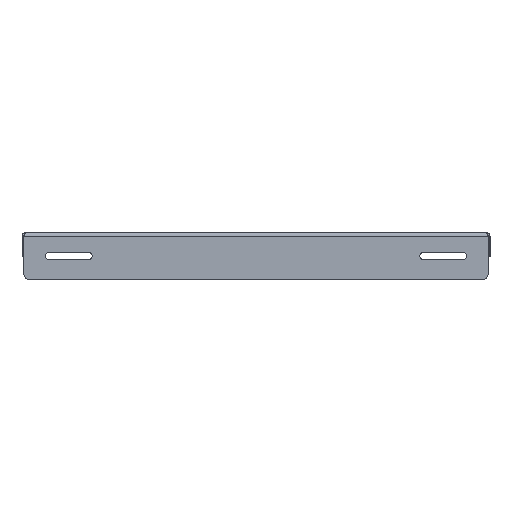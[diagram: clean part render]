
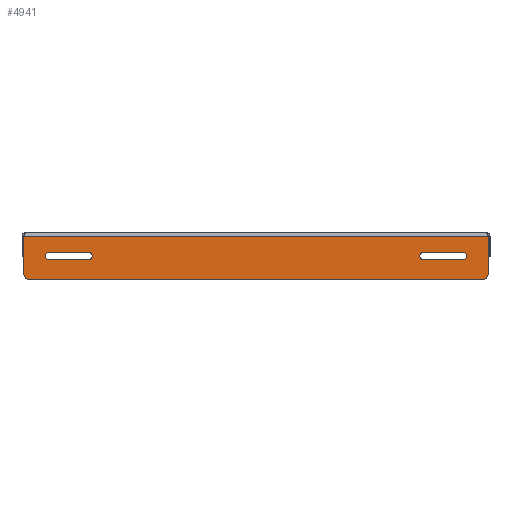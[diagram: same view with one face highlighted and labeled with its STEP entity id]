
A CAD part, left-side view. The second image highlights one B-rep face of the part: STEP entity #4941.
In plain terms, the highlighted planar face has unit normal (-1, 0, 0).
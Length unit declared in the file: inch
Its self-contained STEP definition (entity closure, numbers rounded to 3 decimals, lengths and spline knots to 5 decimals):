
#16 = DIRECTION ( 'NONE',  ( -1., 0., 0. ) ) ;
#56 = CIRCLE ( 'NONE', #6349, 0.15625 ) ;
#135 = EDGE_LOOP ( 'NONE', ( #3184, #8197, #3486, #9027 ) ) ;
#196 = CARTESIAN_POINT ( 'NONE',  ( -11., 9.672, -1. ) ) ;
#205 = ORIENTED_EDGE ( 'NONE', *, *, #1024, .T. ) ;
#232 = EDGE_CURVE ( 'NONE', #3686, #2090, #334, .T. ) ;
#235 = DIRECTION ( 'NONE',  ( 0., 0., -1. ) ) ;
#280 = VERTEX_POINT ( 'NONE', #3695 ) ;
#334 = LINE ( 'NONE', #2174, #10343 ) ;
#382 = FACE_OUTER_BOUND ( 'NONE', #4084, .T. ) ;
#444 = DIRECTION ( 'NONE',  ( 0., -1., 0. ) ) ;
#466 = CARTESIAN_POINT ( 'NONE',  ( -11., 10., -0.15625 ) ) ;
#497 = VERTEX_POINT ( 'NONE', #862 ) ;
#517 = DIRECTION ( 'NONE',  ( 0., 0., -1. ) ) ;
#551 = FACE_BOUND ( 'NONE', #6324, .T. ) ;
#862 = CARTESIAN_POINT ( 'NONE',  ( -11., 8.84375, -0.15625 ) ) ;
#921 = LINE ( 'NONE', #7630, #8799 ) ;
#1018 = DIRECTION ( 'NONE',  ( 1., 0., 0. ) ) ;
#1024 = EDGE_CURVE ( 'NONE', #1490, #1153, #3454, .T. ) ;
#1025 = VERTEX_POINT ( 'NONE', #6194 ) ;
#1053 = EDGE_CURVE ( 'NONE', #280, #6576, #6159, .T. ) ;
#1063 = EDGE_CURVE ( 'NONE', #1368, #2151, #5430, .T. ) ;
#1081 = VECTOR ( 'NONE', #4200, 39.37008 ) ;
#1153 = VERTEX_POINT ( 'NONE', #3882 ) ;
#1170 = CARTESIAN_POINT ( 'NONE',  ( -11., 10., 0. ) ) ;
#1257 = CIRCLE ( 'NONE', #2693, 0.25 ) ;
#1308 = AXIS2_PLACEMENT_3D ( 'NONE', #8904, #2026, #5623 ) ;
#1368 = VERTEX_POINT ( 'NONE', #9406 ) ;
#1490 = VERTEX_POINT ( 'NONE', #8892 ) ;
#1508 = VERTEX_POINT ( 'NONE', #9901 ) ;
#1690 = LINE ( 'NONE', #6129, #4153 ) ;
#1902 = LINE ( 'NONE', #5101, #7804 ) ;
#2009 = EDGE_CURVE ( 'NONE', #4387, #1490, #1902, .T. ) ;
#2026 = DIRECTION ( 'NONE',  ( 1., 0., 0. ) ) ;
#2090 = VERTEX_POINT ( 'NONE', #9619 ) ;
#2092 = DIRECTION ( 'NONE',  ( 0., -1., 0. ) ) ;
#2151 = VERTEX_POINT ( 'NONE', #9787 ) ;
#2171 = DIRECTION ( 'NONE',  ( -1., 0., 0. ) ) ;
#2174 = CARTESIAN_POINT ( 'NONE',  ( -11., 10., -1. ) ) ;
#2332 = CARTESIAN_POINT ( 'NONE',  ( -11., -8.84375, -0.15625 ) ) ;
#2363 = DIRECTION ( 'NONE',  ( 0., 0., 1. ) ) ;
#2636 = EDGE_CURVE ( 'NONE', #2151, #280, #9298, .T. ) ;
#2693 = AXIS2_PLACEMENT_3D ( 'NONE', #5292, #16, #3437 ) ;
#3158 = AXIS2_PLACEMENT_3D ( 'NONE', #1170, #2171, #7304 ) ;
#3184 = ORIENTED_EDGE ( 'NONE', *, *, #7022, .T. ) ;
#3276 = AXIS2_PLACEMENT_3D ( 'NONE', #8734, #1018, #235 ) ;
#3437 = DIRECTION ( 'NONE',  ( 0., 0., 1. ) ) ;
#3454 = CIRCLE ( 'NONE', #3276, 0.15625 ) ;
#3469 = VERTEX_POINT ( 'NONE', #4025 ) ;
#3486 = ORIENTED_EDGE ( 'NONE', *, *, #2636, .T. ) ;
#3589 = DIRECTION ( 'NONE',  ( 0., 0., -1. ) ) ;
#3686 = VERTEX_POINT ( 'NONE', #196 ) ;
#3695 = CARTESIAN_POINT ( 'NONE',  ( -11., -8.84375, 0.15625 ) ) ;
#3882 = CARTESIAN_POINT ( 'NONE',  ( -11., 7.15625, -0.15625 ) ) ;
#4025 = CARTESIAN_POINT ( 'NONE',  ( -11., 9.922, -0.75 ) ) ;
#4084 = EDGE_LOOP ( 'NONE', ( #7462, #9937, #6404, #4683, #5546, #6679 ) ) ;
#4147 = CARTESIAN_POINT ( 'NONE',  ( -11., 10., 0.15625 ) ) ;
#4153 = VECTOR ( 'NONE', #6812, 39.37008 ) ;
#4179 = EDGE_CURVE ( 'NONE', #1508, #8768, #6374, .T. ) ;
#4200 = DIRECTION ( 'NONE',  ( 0., 0., 1. ) ) ;
#4387 = VERTEX_POINT ( 'NONE', #5113 ) ;
#4609 = LINE ( 'NONE', #466, #5061 ) ;
#4683 = ORIENTED_EDGE ( 'NONE', *, *, #4179, .F. ) ;
#4941 = ADVANCED_FACE ( 'NONE', ( #551, #10743, #382 ), #9896, .T. ) ;
#5061 = VECTOR ( 'NONE', #9753, 39.37008 ) ;
#5101 = CARTESIAN_POINT ( 'NONE',  ( -11., 10., 0.15625 ) ) ;
#5113 = CARTESIAN_POINT ( 'NONE',  ( -11., 8.84375, 0.15625 ) ) ;
#5282 = VECTOR ( 'NONE', #5848, 39.37008 ) ;
#5292 = CARTESIAN_POINT ( 'NONE',  ( -11., -9.672, -0.75 ) ) ;
#5331 = DIRECTION ( 'NONE',  ( 1., 0., 0. ) ) ;
#5430 = CIRCLE ( 'NONE', #1308, 0.15625 ) ;
#5472 = ORIENTED_EDGE ( 'NONE', *, *, #2009, .T. ) ;
#5529 = EDGE_CURVE ( 'NONE', #2090, #1025, #1257, .T. ) ;
#5546 = ORIENTED_EDGE ( 'NONE', *, *, #10620, .T. ) ;
#5573 = CARTESIAN_POINT ( 'NONE',  ( -11., 10., 0.844 ) ) ;
#5623 = DIRECTION ( 'NONE',  ( 0., 0., -1. ) ) ;
#5797 = EDGE_CURVE ( 'NONE', #1025, #8768, #10921, .T. ) ;
#5848 = DIRECTION ( 'NONE',  ( 0., -1., 0. ) ) ;
#5933 = DIRECTION ( 'NONE',  ( 0., 0., -1. ) ) ;
#6129 = CARTESIAN_POINT ( 'NONE',  ( -11., 10., -0.15625 ) ) ;
#6159 = CIRCLE ( 'NONE', #8328, 0.15625 ) ;
#6194 = CARTESIAN_POINT ( 'NONE',  ( -11., -9.922, -0.75 ) ) ;
#6242 = CARTESIAN_POINT ( 'NONE',  ( -11., -9.922, 0.844 ) ) ;
#6324 = EDGE_LOOP ( 'NONE', ( #10985, #6378, #5472, #205 ) ) ;
#6349 = AXIS2_PLACEMENT_3D ( 'NONE', #7031, #5331, #3589 ) ;
#6366 = CARTESIAN_POINT ( 'NONE',  ( -11., -8.84375, 0. ) ) ;
#6374 = LINE ( 'NONE', #5573, #8033 ) ;
#6378 = ORIENTED_EDGE ( 'NONE', *, *, #9903, .T. ) ;
#6404 = ORIENTED_EDGE ( 'NONE', *, *, #5797, .T. ) ;
#6576 = VERTEX_POINT ( 'NONE', #2332 ) ;
#6679 = ORIENTED_EDGE ( 'NONE', *, *, #9682, .T. ) ;
#6696 = DIRECTION ( 'NONE',  ( -1., 0., 0. ) ) ;
#6812 = DIRECTION ( 'NONE',  ( 0., 1., 0. ) ) ;
#7022 = EDGE_CURVE ( 'NONE', #6576, #1368, #1690, .T. ) ;
#7031 = CARTESIAN_POINT ( 'NONE',  ( -11., 8.84375, 0. ) ) ;
#7304 = DIRECTION ( 'NONE',  ( 0., 0., 1. ) ) ;
#7462 = ORIENTED_EDGE ( 'NONE', *, *, #232, .T. ) ;
#7630 = CARTESIAN_POINT ( 'NONE',  ( -11., 9.922, 0. ) ) ;
#7804 = VECTOR ( 'NONE', #8656, 39.37008 ) ;
#7964 = CIRCLE ( 'NONE', #10304, 0.25 ) ;
#8033 = VECTOR ( 'NONE', #2092, 39.37008 ) ;
#8197 = ORIENTED_EDGE ( 'NONE', *, *, #1063, .T. ) ;
#8328 = AXIS2_PLACEMENT_3D ( 'NONE', #6366, #10587, #517 ) ;
#8656 = DIRECTION ( 'NONE',  ( 0., -1., 0. ) ) ;
#8734 = CARTESIAN_POINT ( 'NONE',  ( -11., 7.15625, 0. ) ) ;
#8768 = VERTEX_POINT ( 'NONE', #6242 ) ;
#8799 = VECTOR ( 'NONE', #5933, 39.37008 ) ;
#8892 = CARTESIAN_POINT ( 'NONE',  ( -11., 7.15625, 0.15625 ) ) ;
#8904 = CARTESIAN_POINT ( 'NONE',  ( -11., -7.15625, 0. ) ) ;
#9027 = ORIENTED_EDGE ( 'NONE', *, *, #1053, .T. ) ;
#9298 = LINE ( 'NONE', #4147, #5282 ) ;
#9406 = CARTESIAN_POINT ( 'NONE',  ( -11., -7.15625, -0.15625 ) ) ;
#9561 = EDGE_CURVE ( 'NONE', #1153, #497, #4609, .T. ) ;
#9619 = CARTESIAN_POINT ( 'NONE',  ( -11., -9.672, -1. ) ) ;
#9682 = EDGE_CURVE ( 'NONE', #3469, #3686, #7964, .T. ) ;
#9753 = DIRECTION ( 'NONE',  ( 0., 1., 0. ) ) ;
#9787 = CARTESIAN_POINT ( 'NONE',  ( -11., -7.15625, 0.15625 ) ) ;
#9896 = PLANE ( 'NONE',  #3158 ) ;
#9901 = CARTESIAN_POINT ( 'NONE',  ( -11., 9.922, 0.844 ) ) ;
#9903 = EDGE_CURVE ( 'NONE', #497, #4387, #56, .T. ) ;
#9937 = ORIENTED_EDGE ( 'NONE', *, *, #5529, .T. ) ;
#10130 = CARTESIAN_POINT ( 'NONE',  ( -11., -9.922, 0. ) ) ;
#10304 = AXIS2_PLACEMENT_3D ( 'NONE', #10876, #6696, #2363 ) ;
#10343 = VECTOR ( 'NONE', #444, 39.37008 ) ;
#10587 = DIRECTION ( 'NONE',  ( 1., 0., 0. ) ) ;
#10620 = EDGE_CURVE ( 'NONE', #1508, #3469, #921, .T. ) ;
#10743 = FACE_BOUND ( 'NONE', #135, .T. ) ;
#10876 = CARTESIAN_POINT ( 'NONE',  ( -11., 9.672, -0.75 ) ) ;
#10921 = LINE ( 'NONE', #10130, #1081 ) ;
#10985 = ORIENTED_EDGE ( 'NONE', *, *, #9561, .T. ) ;
